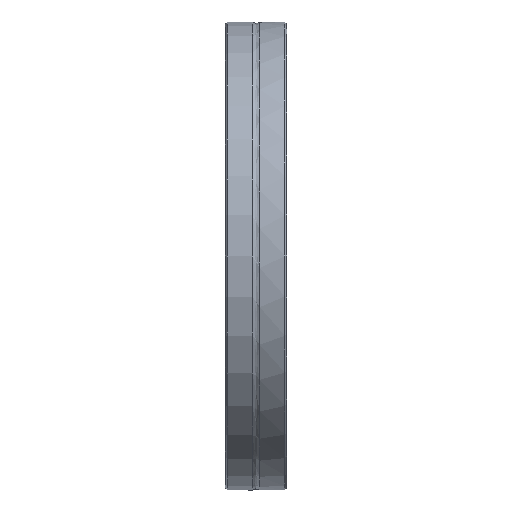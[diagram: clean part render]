
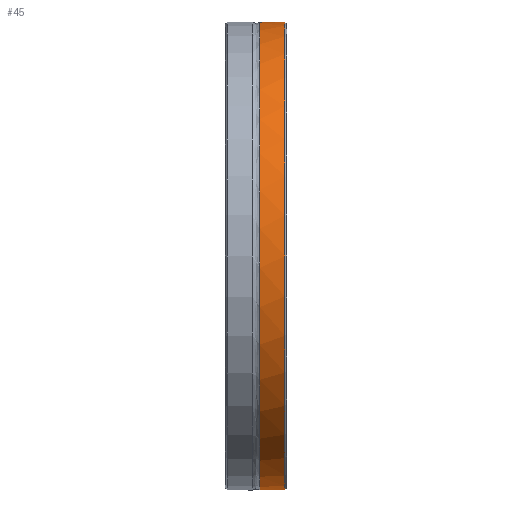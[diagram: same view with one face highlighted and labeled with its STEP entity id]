
A CAD part, front view. The second image highlights one B-rep face of the part: STEP entity #45.
In plain terms, the highlighted cylindrical face has radius 76 mm (diameter 152 mm), a full revolution.
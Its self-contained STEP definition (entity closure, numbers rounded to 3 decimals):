
#45 = ADVANCED_FACE ( 'NONE', ( #937, #799 ), #1459, .T. ) ;
#92 = CIRCLE ( 'NONE', #199, 76. ) ;
#122 = CARTESIAN_POINT ( 'NONE',  ( -0.6, 75.992, 1.077 ) ) ;
#131 = DIRECTION ( 'NONE',  ( 0., 0., -1. ) ) ;
#199 = AXIS2_PLACEMENT_3D ( 'NONE', #1225, #2199, #131 ) ;
#291 = DIRECTION ( 'NONE',  ( 0., 1., 0. ) ) ;
#493 = EDGE_CURVE ( 'NONE', #776, #1985, #1618, .T. ) ;
#523 = DIRECTION ( 'NONE',  ( 1., 0., 0. ) ) ;
#582 = EDGE_CURVE ( 'NONE', #1003, #1003, #92, .T. ) ;
#601 = B_SPLINE_CURVE_WITH_KNOTS ( 'NONE', 3,
 ( #122, #1220, #1393, #1400, #1029, #1574 ),
 .UNSPECIFIED., .F., .F.,
 ( 4, 2, 4 ),
 ( -0.001, 0., 0.001 ),
 .UNSPECIFIED. ) ;
#657 = ORIENTED_EDGE ( 'NONE', *, *, #1850, .T. ) ;
#776 = VERTEX_POINT ( 'NONE', #1648 ) ;
#799 = FACE_OUTER_BOUND ( 'NONE', #1205, .T. ) ;
#937 = FACE_OUTER_BOUND ( 'NONE', #2219, .T. ) ;
#956 = AXIS2_PLACEMENT_3D ( 'NONE', #2022, #523, #2402 ) ;
#1003 = VERTEX_POINT ( 'NONE', #1965 ) ;
#1029 = CARTESIAN_POINT ( 'NONE',  ( -0.733, 75.997, -0.73 ) ) ;
#1119 = AXIS2_PLACEMENT_3D ( 'NONE', #1373, #1967, #291 ) ;
#1205 = EDGE_LOOP ( 'NONE', ( #1814, #657 ) ) ;
#1220 = CARTESIAN_POINT ( 'NONE',  ( -0.733, 75.997, 0.73 ) ) ;
#1225 = CARTESIAN_POINT ( 'NONE',  ( -8.8, 0., 0. ) ) ;
#1373 = CARTESIAN_POINT ( 'NONE',  ( -0.6, 0., 0. ) ) ;
#1393 = CARTESIAN_POINT ( 'NONE',  ( -0.8, 76., 0.371 ) ) ;
#1400 = CARTESIAN_POINT ( 'NONE',  ( -0.8, 76., -0.371 ) ) ;
#1459 = CYLINDRICAL_SURFACE ( 'NONE', #956, 76. ) ;
#1537 = ORIENTED_EDGE ( 'NONE', *, *, #582, .T. ) ;
#1574 = CARTESIAN_POINT ( 'NONE',  ( -0.6, 75.992, -1.077 ) ) ;
#1618 = CIRCLE ( 'NONE', #1119, 76. ) ;
#1648 = CARTESIAN_POINT ( 'NONE',  ( -0.6, 75.992, -1.077 ) ) ;
#1814 = ORIENTED_EDGE ( 'NONE', *, *, #493, .T. ) ;
#1850 = EDGE_CURVE ( 'NONE', #1985, #776, #601, .T. ) ;
#1886 = CARTESIAN_POINT ( 'NONE',  ( -0.6, 75.992, 1.077 ) ) ;
#1965 = CARTESIAN_POINT ( 'NONE',  ( -8.8, 0., -76. ) ) ;
#1967 = DIRECTION ( 'NONE',  ( -1., 0., 0. ) ) ;
#1985 = VERTEX_POINT ( 'NONE', #1886 ) ;
#2022 = CARTESIAN_POINT ( 'NONE',  ( -4.4, 0., 0. ) ) ;
#2199 = DIRECTION ( 'NONE',  ( 1., 0., 0. ) ) ;
#2219 = EDGE_LOOP ( 'NONE', ( #1537 ) ) ;
#2402 = DIRECTION ( 'NONE',  ( 0., 1., 0. ) ) ;
